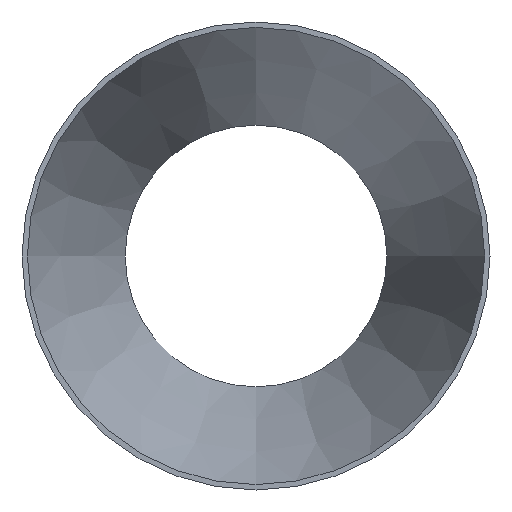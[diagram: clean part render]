
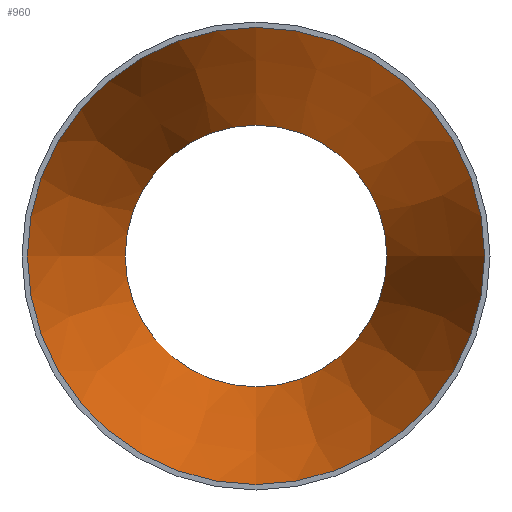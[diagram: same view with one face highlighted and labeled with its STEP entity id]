
A CAD part, front view. The second image highlights one B-rep face of the part: STEP entity #960.
In plain terms, the highlighted conical face has half-angle 17.756 degrees and reference radius 133.35 mm.
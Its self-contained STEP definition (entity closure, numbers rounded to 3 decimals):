
#960 = ADVANCED_FACE ( 'NONE', ( #8970, #34515 ), #33251, .F. ) ;
#2379 = CARTESIAN_POINT ( 'NONE',  ( 0., 178., 0. ) ) ;
#2670 = DIRECTION ( 'NONE',  ( 0., -1., 0. ) ) ;
#3154 = AXIS2_PLACEMENT_3D ( 'NONE', #2379, #14005, #25636 ) ;
#4005 = EDGE_CURVE ( 'NONE', #20359, #20359, #20594, .T. ) ;
#7362 = EDGE_LOOP ( 'NONE', ( #28057 ) ) ;
#8970 = FACE_BOUND ( 'NONE', #7362, .T. ) ;
#9532 = ORIENTED_EDGE ( 'NONE', *, *, #4005, .T. ) ;
#11972 = CARTESIAN_POINT ( 'NONE',  ( 0., 0., -133.35 ) ) ;
#14005 = DIRECTION ( 'NONE',  ( 0., -1., 0. ) ) ;
#17726 = CARTESIAN_POINT ( 'NONE',  ( 0., 0., 0. ) ) ;
#18132 = AXIS2_PLACEMENT_3D ( 'NONE', #29972, #27123, #23880 ) ;
#20359 = VERTEX_POINT ( 'NONE', #11972 ) ;
#20418 = DIRECTION ( 'NONE',  ( 0., 0., -1. ) ) ;
#20551 = VERTEX_POINT ( 'NONE', #31093 ) ;
#20594 = CIRCLE ( 'NONE', #18132, 133.35 ) ;
#23880 = DIRECTION ( 'NONE',  ( 0., 0., -1. ) ) ;
#25636 = DIRECTION ( 'NONE',  ( 0., 0., -1. ) ) ;
#27123 = DIRECTION ( 'NONE',  ( 0., -1., 0. ) ) ;
#28057 = ORIENTED_EDGE ( 'NONE', *, *, #35788, .F. ) ;
#29972 = CARTESIAN_POINT ( 'NONE',  ( 0., 0., 0. ) ) ;
#30814 = AXIS2_PLACEMENT_3D ( 'NONE', #17726, #2670, #20418 ) ;
#31093 = CARTESIAN_POINT ( 'NONE',  ( 0., 178., -76.35 ) ) ;
#32380 = CIRCLE ( 'NONE', #3154, 76.35 ) ;
#32469 = EDGE_LOOP ( 'NONE', ( #9532 ) ) ;
#33251 = CONICAL_SURFACE ( 'NONE', #30814, 133.35, 0.31 ) ;
#34515 = FACE_OUTER_BOUND ( 'NONE', #32469, .T. ) ;
#35788 = EDGE_CURVE ( 'NONE', #20551, #20551, #32380, .T. ) ;
